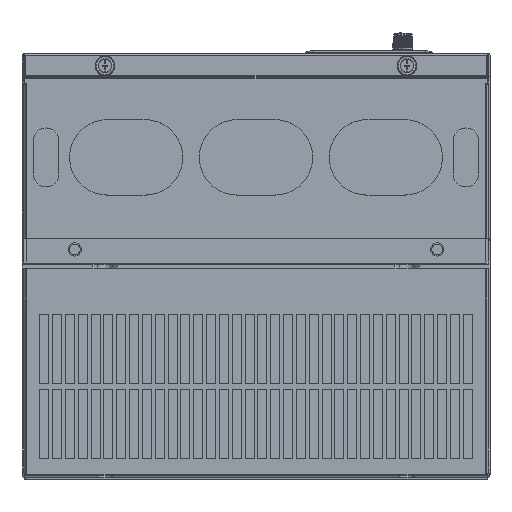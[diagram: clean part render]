
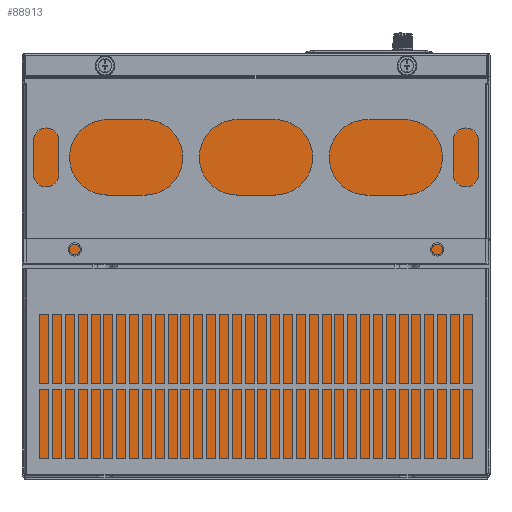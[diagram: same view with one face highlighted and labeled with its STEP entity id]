
A CAD part, top view. The second image highlights one B-rep face of the part: STEP entity #88913.
In plain terms, the highlighted planar face has unit normal (0, 0, 1).
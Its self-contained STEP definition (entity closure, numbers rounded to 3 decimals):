
#1331 = DIRECTION ( 'NONE',  ( 0., -1., 0. ) ) ;
#1647 = LINE ( 'NONE', #26128, #26055 ) ;
#1837 = CARTESIAN_POINT ( 'NONE',  ( -152.4, 265.046, 278.3 ) ) ;
#1849 = VECTOR ( 'NONE', #12331, 1000. ) ;
#2429 = VERTEX_POINT ( 'NONE', #1837 ) ;
#3127 = VERTEX_POINT ( 'NONE', #116104 ) ;
#3799 = EDGE_CURVE ( 'NONE', #32661, #144732, #1647, .T. ) ;
#4192 = EDGE_LOOP ( 'NONE', ( #172925, #174861, #154650, #154370, #174360, #5481, #112194, #16863 ) ) ;
#5185 = CARTESIAN_POINT ( 'NONE',  ( 152.4, 264.24, 278.3 ) ) ;
#5481 = ORIENTED_EDGE ( 'NONE', *, *, #9798, .F. ) ;
#5635 = VECTOR ( 'NONE', #90305, 1000. ) ;
#7103 = DIRECTION ( 'NONE',  ( 0., -1., 0. ) ) ;
#7119 = VERTEX_POINT ( 'NONE', #178407 ) ;
#9749 = LINE ( 'NONE', #12429, #83016 ) ;
#9798 = EDGE_CURVE ( 'NONE', #26495, #3127, #123095, .T. ) ;
#10185 = VECTOR ( 'NONE', #122815, 1000. ) ;
#11131 = CARTESIAN_POINT ( 'NONE',  ( -152.4, 263.691, 278.3 ) ) ;
#12331 = DIRECTION ( 'NONE',  ( 0., 1., 0. ) ) ;
#12429 = CARTESIAN_POINT ( 'NONE',  ( 152.6, 259., 278.3 ) ) ;
#14563 = LINE ( 'NONE', #110184, #69465 ) ;
#15057 = ORIENTED_EDGE ( 'NONE', *, *, #72907, .T. ) ;
#15926 = CARTESIAN_POINT ( 'NONE',  ( 152.4, 264.617, 278.3 ) ) ;
#16863 = ORIENTED_EDGE ( 'NONE', *, *, #92477, .T. ) ;
#19335 = CARTESIAN_POINT ( 'NONE',  ( -152.6, 259., 278.3 ) ) ;
#20517 = DIRECTION ( 'NONE',  ( 0., -1., 0. ) ) ;
#20853 = LINE ( 'NONE', #91187, #5635 ) ;
#24360 = CARTESIAN_POINT ( 'NONE',  ( 152.4, 265.046, 278.3 ) ) ;
#25895 = LINE ( 'NONE', #80918, #1849 ) ;
#26055 = VECTOR ( 'NONE', #56718, 1000. ) ;
#26128 = CARTESIAN_POINT ( 'NONE',  ( -153.3, 1.2, 278.3 ) ) ;
#26495 = VERTEX_POINT ( 'NONE', #158103 ) ;
#26977 = ORIENTED_EDGE ( 'NONE', *, *, #64032, .F. ) ;
#31383 = LINE ( 'NONE', #5185, #33629 ) ;
#31685 = DIRECTION ( 'NONE',  ( 0., 1., 0. ) ) ;
#32661 = VERTEX_POINT ( 'NONE', #64419 ) ;
#33629 = VECTOR ( 'NONE', #20517, 1000. ) ;
#34836 = EDGE_CURVE ( 'NONE', #112147, #155135, #25895, .T. ) ;
#37303 = CARTESIAN_POINT ( 'NONE',  ( -152.4, 278.3, 278.3 ) ) ;
#44487 = CARTESIAN_POINT ( 'NONE',  ( -152.4, 263.691, 278.3 ) ) ;
#44610 = ORIENTED_EDGE ( 'NONE', *, *, #67260, .T. ) ;
#48045 = CARTESIAN_POINT ( 'NONE',  ( 152.4, 263.691, 278.3 ) ) ;
#48638 = CARTESIAN_POINT ( 'NONE',  ( 152.4, 264.722, 278.3 ) ) ;
#50532 = PLANE ( 'NONE',  #126315 ) ;
#54086 = VERTEX_POINT ( 'NONE', #70039 ) ;
#56423 = ORIENTED_EDGE ( 'NONE', *, *, #132457, .F. ) ;
#56718 = DIRECTION ( 'NONE',  ( -1., 0., 0. ) ) ;
#57353 = EDGE_CURVE ( 'NONE', #108590, #63260, #31383, .T. ) ;
#58596 = LINE ( 'NONE', #48638, #122373 ) ;
#60976 = VECTOR ( 'NONE', #115824, 1000. ) ;
#61399 = DIRECTION ( 'NONE',  ( 0., 0., -1. ) ) ;
#63260 = VERTEX_POINT ( 'NONE', #48045 ) ;
#64032 = EDGE_CURVE ( 'NONE', #137830, #63260, #98610, .T. ) ;
#64419 = CARTESIAN_POINT ( 'NONE',  ( 152.6, 1.2, 278.3 ) ) ;
#65933 = ORIENTED_EDGE ( 'NONE', *, *, #157170, .T. ) ;
#67260 = EDGE_CURVE ( 'NONE', #104982, #144658, #109808, .T. ) ;
#67493 = DIRECTION ( 'NONE',  ( 1., 0., 0. ) ) ;
#69465 = VECTOR ( 'NONE', #124562, 1000. ) ;
#69923 = DIRECTION ( 'NONE',  ( 0., 1., 0. ) ) ;
#70039 = CARTESIAN_POINT ( 'NONE',  ( 152.6, 259., 278.3 ) ) ;
#71175 = CARTESIAN_POINT ( 'NONE',  ( -152.6, 1.2, 278.3 ) ) ;
#72907 = EDGE_CURVE ( 'NONE', #2429, #133220, #173214, .T. ) ;
#80380 = DIRECTION ( 'NONE',  ( 0., 1., 0. ) ) ;
#80918 = CARTESIAN_POINT ( 'NONE',  ( 153.3, 0.96, 278.3 ) ) ;
#81666 = EDGE_CURVE ( 'NONE', #144658, #108590, #58596, .T. ) ;
#83016 = VECTOR ( 'NONE', #67493, 1000. ) ;
#85232 = LINE ( 'NONE', #19335, #60976 ) ;
#86114 = EDGE_CURVE ( 'NONE', #54086, #112147, #9749, .T. ) ;
#88025 = EDGE_CURVE ( 'NONE', #32661, #54086, #145601, .T. ) ;
#88913 = ADVANCED_FACE ( 'NONE', ( #103756, #146067 ), #50532, .F. ) ;
#89762 = CARTESIAN_POINT ( 'NONE',  ( 152.6, 1.2, 278.3 ) ) ;
#90305 = DIRECTION ( 'NONE',  ( -1., 0., 0. ) ) ;
#91187 = CARTESIAN_POINT ( 'NONE',  ( 0., 278.3, 278.3 ) ) ;
#92477 = EDGE_CURVE ( 'NONE', #130699, #144732, #165481, .T. ) ;
#92511 = EDGE_CURVE ( 'NONE', #130699, #26495, #85232, .T. ) ;
#95621 = VECTOR ( 'NONE', #1331, 1000. ) ;
#98610 = LINE ( 'NONE', #44487, #110977 ) ;
#99492 = DIRECTION ( 'NONE',  ( 1., 0., 0. ) ) ;
#102005 = CARTESIAN_POINT ( 'NONE',  ( -152.4, 264.24, 278.3 ) ) ;
#103113 = ORIENTED_EDGE ( 'NONE', *, *, #81666, .T. ) ;
#103756 = FACE_BOUND ( 'NONE', #124498, .T. ) ;
#104982 = VERTEX_POINT ( 'NONE', #139828 ) ;
#105517 = CARTESIAN_POINT ( 'NONE',  ( -153.3, 0.96, 278.3 ) ) ;
#108513 = ORIENTED_EDGE ( 'NONE', *, *, #114781, .T. ) ;
#108590 = VERTEX_POINT ( 'NONE', #15926 ) ;
#109808 = LINE ( 'NONE', #125926, #111707 ) ;
#110184 = CARTESIAN_POINT ( 'NONE',  ( -152.4, 264.722, 278.3 ) ) ;
#110977 = VECTOR ( 'NONE', #99492, 1000. ) ;
#111707 = VECTOR ( 'NONE', #137725, 1000. ) ;
#112147 = VERTEX_POINT ( 'NONE', #139133 ) ;
#112194 = ORIENTED_EDGE ( 'NONE', *, *, #92511, .F. ) ;
#114781 = EDGE_CURVE ( 'NONE', #7119, #2429, #14563, .T. ) ;
#115824 = DIRECTION ( 'NONE',  ( -1., 0., 0. ) ) ;
#116104 = CARTESIAN_POINT ( 'NONE',  ( -153.3, 278.8, 278.3 ) ) ;
#116365 = DIRECTION ( 'NONE',  ( -1., 0., 0. ) ) ;
#120130 = LINE ( 'NONE', #135470, #10185 ) ;
#122373 = VECTOR ( 'NONE', #7103, 1000. ) ;
#122522 = ORIENTED_EDGE ( 'NONE', *, *, #57353, .T. ) ;
#122815 = DIRECTION ( 'NONE',  ( -1., 0., 0. ) ) ;
#123095 = LINE ( 'NONE', #161912, #168366 ) ;
#123727 = VECTOR ( 'NONE', #31685, 1000. ) ;
#124498 = EDGE_LOOP ( 'NONE', ( #56423, #44610, #103113, #122522, #26977, #65933, #108513, #15057 ) ) ;
#124562 = DIRECTION ( 'NONE',  ( 0., 1., 0. ) ) ;
#125751 = CARTESIAN_POINT ( 'NONE',  ( -152.6, 259., 278.3 ) ) ;
#125926 = CARTESIAN_POINT ( 'NONE',  ( 152.4, 271.923, 278.3 ) ) ;
#126315 = AXIS2_PLACEMENT_3D ( 'NONE', #105517, #61399, #116365 ) ;
#130699 = VERTEX_POINT ( 'NONE', #157745 ) ;
#132457 = EDGE_CURVE ( 'NONE', #104982, #133220, #20853, .T. ) ;
#133220 = VERTEX_POINT ( 'NONE', #37303 ) ;
#135470 = CARTESIAN_POINT ( 'NONE',  ( -153.3, 278.8, 278.3 ) ) ;
#137725 = DIRECTION ( 'NONE',  ( 0., -1., 0. ) ) ;
#137830 = VERTEX_POINT ( 'NONE', #11131 ) ;
#138187 = VECTOR ( 'NONE', #173535, 1000. ) ;
#139133 = CARTESIAN_POINT ( 'NONE',  ( 153.3, 259., 278.3 ) ) ;
#139828 = CARTESIAN_POINT ( 'NONE',  ( 152.4, 278.3, 278.3 ) ) ;
#144130 = VECTOR ( 'NONE', #80380, 1000. ) ;
#144658 = VERTEX_POINT ( 'NONE', #24360 ) ;
#144732 = VERTEX_POINT ( 'NONE', #71175 ) ;
#145601 = LINE ( 'NONE', #89762, #138187 ) ;
#146067 = FACE_OUTER_BOUND ( 'NONE', #4192, .T. ) ;
#147960 = CARTESIAN_POINT ( 'NONE',  ( -152.4, 271.923, 278.3 ) ) ;
#154370 = ORIENTED_EDGE ( 'NONE', *, *, #34836, .T. ) ;
#154650 = ORIENTED_EDGE ( 'NONE', *, *, #86114, .T. ) ;
#154990 = CARTESIAN_POINT ( 'NONE',  ( 153.3, 278.8, 278.3 ) ) ;
#155135 = VERTEX_POINT ( 'NONE', #154990 ) ;
#155192 = LINE ( 'NONE', #102005, #123727 ) ;
#157170 = EDGE_CURVE ( 'NONE', #137830, #7119, #155192, .T. ) ;
#157745 = CARTESIAN_POINT ( 'NONE',  ( -152.6, 259., 278.3 ) ) ;
#158103 = CARTESIAN_POINT ( 'NONE',  ( -153.3, 259., 278.3 ) ) ;
#161912 = CARTESIAN_POINT ( 'NONE',  ( -153.3, 0.96, 278.3 ) ) ;
#165481 = LINE ( 'NONE', #125751, #95621 ) ;
#168366 = VECTOR ( 'NONE', #69923, 1000. ) ;
#172925 = ORIENTED_EDGE ( 'NONE', *, *, #3799, .F. ) ;
#173214 = LINE ( 'NONE', #147960, #144130 ) ;
#173535 = DIRECTION ( 'NONE',  ( 0., 1., 0. ) ) ;
#173890 = EDGE_CURVE ( 'NONE', #155135, #3127, #120130, .T. ) ;
#174360 = ORIENTED_EDGE ( 'NONE', *, *, #173890, .T. ) ;
#174861 = ORIENTED_EDGE ( 'NONE', *, *, #88025, .T. ) ;
#178407 = CARTESIAN_POINT ( 'NONE',  ( -152.4, 264.617, 278.3 ) ) ;
